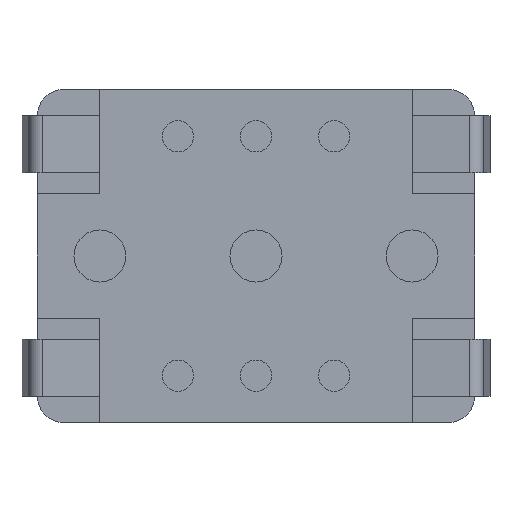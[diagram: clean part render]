
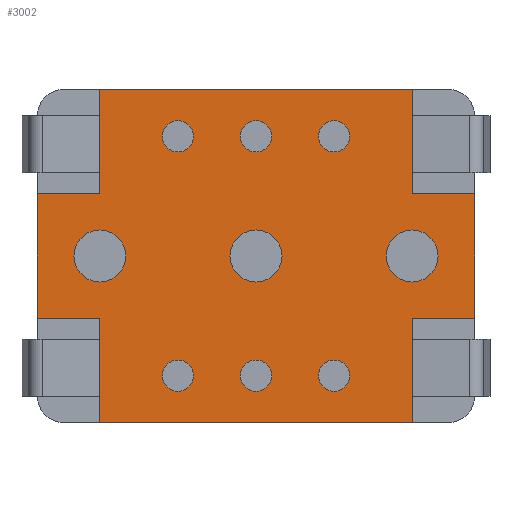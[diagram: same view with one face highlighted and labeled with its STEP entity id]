
A CAD part, front view. The second image highlights one B-rep face of the part: STEP entity #3002.
In plain terms, the highlighted face is planar.
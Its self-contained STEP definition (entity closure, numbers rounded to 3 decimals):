
#59=FACE_BOUND('',#365,.T.);
#60=FACE_BOUND('',#366,.T.);
#61=FACE_BOUND('',#367,.T.);
#62=FACE_BOUND('',#368,.T.);
#63=FACE_BOUND('',#369,.T.);
#64=FACE_BOUND('',#370,.T.);
#65=FACE_BOUND('',#371,.T.);
#66=FACE_BOUND('',#372,.T.);
#67=FACE_BOUND('',#373,.T.);
#70=PLANE('',#3237);
#166=FACE_OUTER_BOUND('',#364,.T.);
#364=EDGE_LOOP('',(#2056,#2057,#2058,#2059,#2060,#2061,#2062,#2063,#2064,
#2065,#2066,#2067));
#365=EDGE_LOOP('',(#2068));
#366=EDGE_LOOP('',(#2069));
#367=EDGE_LOOP('',(#2070));
#368=EDGE_LOOP('',(#2071));
#369=EDGE_LOOP('',(#2072));
#370=EDGE_LOOP('',(#2073));
#371=EDGE_LOOP('',(#2074));
#372=EDGE_LOOP('',(#2075));
#373=EDGE_LOOP('',(#2076));
#575=LINE('',#4656,#860);
#576=LINE('',#4658,#861);
#577=LINE('',#4660,#862);
#578=LINE('',#4662,#863);
#579=LINE('',#4664,#864);
#580=LINE('',#4666,#865);
#581=LINE('',#4668,#866);
#582=LINE('',#4670,#867);
#583=LINE('',#4672,#868);
#584=LINE('',#4674,#869);
#585=LINE('',#4676,#870);
#586=LINE('',#4677,#871);
#860=VECTOR('',#3651,1000.);
#861=VECTOR('',#3652,1000.);
#862=VECTOR('',#3653,1000.);
#863=VECTOR('',#3654,1000.);
#864=VECTOR('',#3655,1000.);
#865=VECTOR('',#3656,1000.);
#866=VECTOR('',#3657,1000.);
#867=VECTOR('',#3658,1000.);
#868=VECTOR('',#3659,1000.);
#869=VECTOR('',#3660,1000.);
#870=VECTOR('',#3661,1000.);
#871=VECTOR('',#3662,1000.);
#1132=CIRCLE('',#3205,0.15);
#1134=CIRCLE('',#3208,0.15);
#1136=CIRCLE('',#3211,0.15);
#1138=CIRCLE('',#3214,0.15);
#1140=CIRCLE('',#3217,0.15);
#1142=CIRCLE('',#3220,0.15);
#1144=CIRCLE('',#3223,0.25);
#1146=CIRCLE('',#3226,0.25);
#1148=CIRCLE('',#3229,0.25);
#1295=VERTEX_POINT('',#4582);
#1297=VERTEX_POINT('',#4588);
#1299=VERTEX_POINT('',#4594);
#1301=VERTEX_POINT('',#4600);
#1303=VERTEX_POINT('',#4606);
#1305=VERTEX_POINT('',#4612);
#1307=VERTEX_POINT('',#4618);
#1309=VERTEX_POINT('',#4624);
#1311=VERTEX_POINT('',#4630);
#1321=VERTEX_POINT('',#4654);
#1322=VERTEX_POINT('',#4655);
#1323=VERTEX_POINT('',#4657);
#1324=VERTEX_POINT('',#4659);
#1325=VERTEX_POINT('',#4661);
#1326=VERTEX_POINT('',#4663);
#1327=VERTEX_POINT('',#4665);
#1328=VERTEX_POINT('',#4667);
#1329=VERTEX_POINT('',#4669);
#1330=VERTEX_POINT('',#4671);
#1331=VERTEX_POINT('',#4673);
#1332=VERTEX_POINT('',#4675);
#1561=EDGE_CURVE('',#1295,#1295,#1132,.T.);
#1564=EDGE_CURVE('',#1297,#1297,#1134,.T.);
#1567=EDGE_CURVE('',#1299,#1299,#1136,.T.);
#1570=EDGE_CURVE('',#1301,#1301,#1138,.T.);
#1573=EDGE_CURVE('',#1303,#1303,#1140,.T.);
#1576=EDGE_CURVE('',#1305,#1305,#1142,.T.);
#1579=EDGE_CURVE('',#1307,#1307,#1144,.T.);
#1582=EDGE_CURVE('',#1309,#1309,#1146,.T.);
#1585=EDGE_CURVE('',#1311,#1311,#1148,.T.);
#1596=EDGE_CURVE('',#1321,#1322,#575,.T.);
#1597=EDGE_CURVE('',#1323,#1321,#576,.T.);
#1598=EDGE_CURVE('',#1324,#1323,#577,.T.);
#1599=EDGE_CURVE('',#1325,#1324,#578,.T.);
#1600=EDGE_CURVE('',#1326,#1325,#579,.T.);
#1601=EDGE_CURVE('',#1327,#1326,#580,.T.);
#1602=EDGE_CURVE('',#1328,#1327,#581,.T.);
#1603=EDGE_CURVE('',#1329,#1328,#582,.T.);
#1604=EDGE_CURVE('',#1330,#1329,#583,.T.);
#1605=EDGE_CURVE('',#1331,#1330,#584,.T.);
#1606=EDGE_CURVE('',#1332,#1331,#585,.T.);
#1607=EDGE_CURVE('',#1322,#1332,#586,.T.);
#2056=ORIENTED_EDGE('',*,*,#1596,.F.);
#2057=ORIENTED_EDGE('',*,*,#1597,.F.);
#2058=ORIENTED_EDGE('',*,*,#1598,.F.);
#2059=ORIENTED_EDGE('',*,*,#1599,.F.);
#2060=ORIENTED_EDGE('',*,*,#1600,.F.);
#2061=ORIENTED_EDGE('',*,*,#1601,.F.);
#2062=ORIENTED_EDGE('',*,*,#1602,.F.);
#2063=ORIENTED_EDGE('',*,*,#1603,.F.);
#2064=ORIENTED_EDGE('',*,*,#1604,.F.);
#2065=ORIENTED_EDGE('',*,*,#1605,.F.);
#2066=ORIENTED_EDGE('',*,*,#1606,.F.);
#2067=ORIENTED_EDGE('',*,*,#1607,.F.);
#2068=ORIENTED_EDGE('',*,*,#1561,.F.);
#2069=ORIENTED_EDGE('',*,*,#1564,.F.);
#2070=ORIENTED_EDGE('',*,*,#1567,.F.);
#2071=ORIENTED_EDGE('',*,*,#1570,.F.);
#2072=ORIENTED_EDGE('',*,*,#1573,.F.);
#2073=ORIENTED_EDGE('',*,*,#1576,.F.);
#2074=ORIENTED_EDGE('',*,*,#1579,.F.);
#2075=ORIENTED_EDGE('',*,*,#1582,.F.);
#2076=ORIENTED_EDGE('',*,*,#1585,.F.);
#3002=ADVANCED_FACE('',(#166,#59,#60,#61,#62,#63,#64,#65,#66,#67),#70,.F.);
#3205=AXIS2_PLACEMENT_3D('',#4583,#3572,#3573);
#3208=AXIS2_PLACEMENT_3D('',#4589,#3579,#3580);
#3211=AXIS2_PLACEMENT_3D('',#4595,#3586,#3587);
#3214=AXIS2_PLACEMENT_3D('',#4601,#3593,#3594);
#3217=AXIS2_PLACEMENT_3D('',#4607,#3600,#3601);
#3220=AXIS2_PLACEMENT_3D('',#4613,#3607,#3608);
#3223=AXIS2_PLACEMENT_3D('',#4619,#3614,#3615);
#3226=AXIS2_PLACEMENT_3D('',#4625,#3621,#3622);
#3229=AXIS2_PLACEMENT_3D('',#4631,#3628,#3629);
#3237=AXIS2_PLACEMENT_3D('',#4653,#3649,#3650);
#3572=DIRECTION('center_axis',(0.,0.,-1.));
#3573=DIRECTION('ref_axis',(1.,0.,0.));
#3579=DIRECTION('center_axis',(0.,0.,-1.));
#3580=DIRECTION('ref_axis',(1.,0.,0.));
#3586=DIRECTION('center_axis',(0.,0.,-1.));
#3587=DIRECTION('ref_axis',(1.,0.,0.));
#3593=DIRECTION('center_axis',(0.,0.,-1.));
#3594=DIRECTION('ref_axis',(1.,0.,0.));
#3600=DIRECTION('center_axis',(0.,0.,-1.));
#3601=DIRECTION('ref_axis',(1.,0.,0.));
#3607=DIRECTION('center_axis',(0.,0.,-1.));
#3608=DIRECTION('ref_axis',(1.,0.,0.));
#3614=DIRECTION('center_axis',(0.,0.,-1.));
#3615=DIRECTION('ref_axis',(1.,0.,0.));
#3621=DIRECTION('center_axis',(0.,0.,-1.));
#3622=DIRECTION('ref_axis',(1.,0.,0.));
#3628=DIRECTION('center_axis',(0.,0.,-1.));
#3629=DIRECTION('ref_axis',(1.,0.,0.));
#3649=DIRECTION('center_axis',(0.,0.,1.));
#3650=DIRECTION('ref_axis',(1.,0.,0.));
#3651=DIRECTION('',(0.,1.,0.));
#3652=DIRECTION('',(1.,0.,0.));
#3653=DIRECTION('',(0.,1.,0.));
#3654=DIRECTION('',(1.,0.,0.));
#3655=DIRECTION('',(0.,-1.,0.));
#3656=DIRECTION('',(1.,0.,0.));
#3657=DIRECTION('',(0.,-1.,0.));
#3658=DIRECTION('',(-1.,0.,0.));
#3659=DIRECTION('',(0.,-1.,0.));
#3660=DIRECTION('',(-1.,0.,0.));
#3661=DIRECTION('',(0.,1.,0.));
#3662=DIRECTION('',(-1.,0.,0.));
#4582=CARTESIAN_POINT('',(0.6,1.15,0.));
#4583=CARTESIAN_POINT('Origin',(0.75,1.15,0.));
#4588=CARTESIAN_POINT('',(-0.15,1.15,0.));
#4589=CARTESIAN_POINT('Origin',(0.,1.15,0.));
#4594=CARTESIAN_POINT('',(-0.9,1.15,0.));
#4595=CARTESIAN_POINT('Origin',(-0.75,1.15,0.));
#4600=CARTESIAN_POINT('',(0.6,-1.15,0.));
#4601=CARTESIAN_POINT('Origin',(0.75,-1.15,0.));
#4606=CARTESIAN_POINT('',(-0.15,-1.15,0.));
#4607=CARTESIAN_POINT('Origin',(0.,-1.15,0.));
#4612=CARTESIAN_POINT('',(-0.9,-1.15,0.));
#4613=CARTESIAN_POINT('Origin',(-0.75,-1.15,0.));
#4618=CARTESIAN_POINT('',(-0.25,0.,0.));
#4619=CARTESIAN_POINT('Origin',(0.,0.,0.));
#4624=CARTESIAN_POINT('',(1.25,0.,0.));
#4625=CARTESIAN_POINT('Origin',(1.5,0.,0.));
#4630=CARTESIAN_POINT('',(-1.75,0.,0.));
#4631=CARTESIAN_POINT('Origin',(-1.5,0.,0.));
#4653=CARTESIAN_POINT('Origin',(0.,0.,0.));
#4654=CARTESIAN_POINT('',(2.1,-0.6,0.));
#4655=CARTESIAN_POINT('',(2.1,0.6,0.));
#4656=CARTESIAN_POINT('',(2.1,0.,0.));
#4657=CARTESIAN_POINT('',(1.5,-0.6,0.));
#4658=CARTESIAN_POINT('',(0.,-0.6,0.));
#4659=CARTESIAN_POINT('',(1.5,-1.6,0.));
#4660=CARTESIAN_POINT('',(1.5,0.,0.));
#4661=CARTESIAN_POINT('',(-1.5,-1.6,0.));
#4662=CARTESIAN_POINT('',(0.,-1.6,0.));
#4663=CARTESIAN_POINT('',(-1.5,-0.6,0.));
#4664=CARTESIAN_POINT('',(-1.5,0.,0.));
#4665=CARTESIAN_POINT('',(-2.1,-0.6,0.));
#4666=CARTESIAN_POINT('',(0.,-0.6,0.));
#4667=CARTESIAN_POINT('',(-2.1,0.6,0.));
#4668=CARTESIAN_POINT('',(-2.1,0.,0.));
#4669=CARTESIAN_POINT('',(-1.5,0.6,0.));
#4670=CARTESIAN_POINT('',(0.,0.6,0.));
#4671=CARTESIAN_POINT('',(-1.5,1.6,0.));
#4672=CARTESIAN_POINT('',(-1.5,0.,0.));
#4673=CARTESIAN_POINT('',(1.5,1.6,0.));
#4674=CARTESIAN_POINT('',(0.,1.6,0.));
#4675=CARTESIAN_POINT('',(1.5,0.6,0.));
#4676=CARTESIAN_POINT('',(1.5,0.,0.));
#4677=CARTESIAN_POINT('',(0.,0.6,0.));
